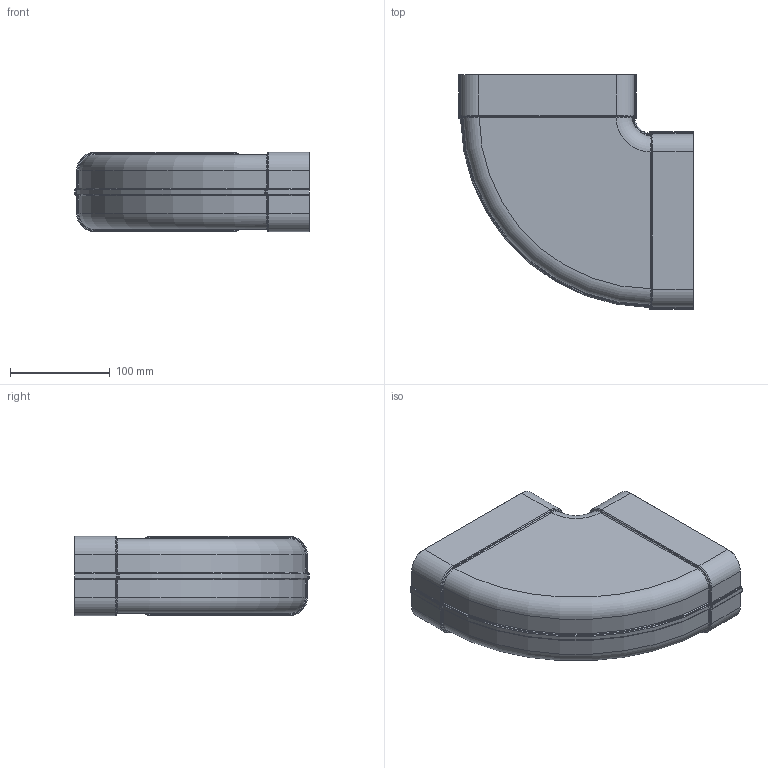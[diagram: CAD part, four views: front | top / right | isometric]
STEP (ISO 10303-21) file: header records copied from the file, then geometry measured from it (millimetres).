
FILE_DESCRIPTION(('STEP AP214'),'1');
FILE_NAME('.STP','2023-10-13T11:58:22',(' '),(' '),'Spatial InterOp 3D',' ',' ');
FILE_SCHEMA(('AUTOMOTIVE_DESIGN { 1 0 10303 214 1 1 1 1 }'));
Length unit declared in the file: millimetre
Products named in the file (2): 4033011_V MF-RBH 125 Rohrbogen horizontal 90°; ASSEM1
Assembly tree (1 placements, depth 2):
  4033011_V MF-RBH 125 Rohrbogen horizontal 90°
    ASSEM1
Bounding box: 235.82 x 235.82 x 79.8 mm (x, y, z)
Volume: 2189875.4 mm3; surface area: 181987.1 mm2
Topology: 1 solids, 1 shells, 284 faces, 700 edges, 420 vertices
Faces by surface type: cylinder 114, torus 60, plane 58, bspline 32, cone 20
Entity records: 14046 total; most frequent: CARTESIAN_POINT 7206, DIRECTION 1540, ORIENTED_EDGE 1400, EDGE_CURVE 700, AXIS2_PLACEMENT_3D 626, VERTEX_POINT 420, CIRCLE 352, LINE 288
